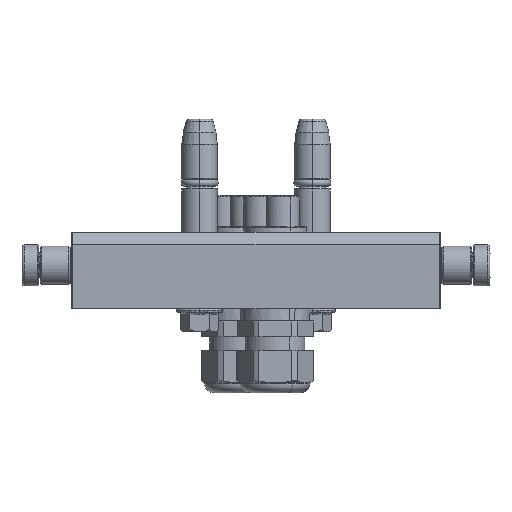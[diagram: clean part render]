
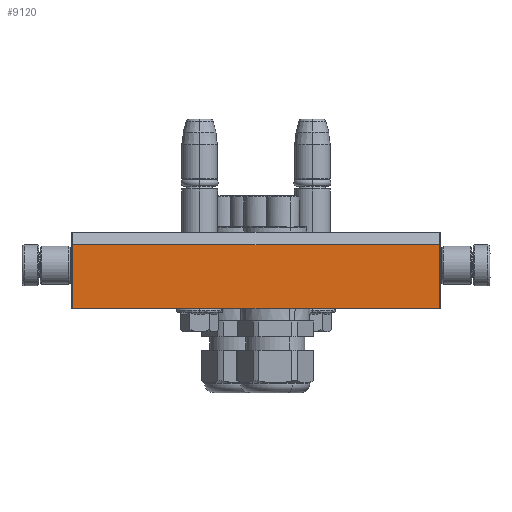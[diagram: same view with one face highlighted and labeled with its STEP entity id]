
A CAD part, left-side view. The second image highlights one B-rep face of the part: STEP entity #9120.
In plain terms, the highlighted face is planar.
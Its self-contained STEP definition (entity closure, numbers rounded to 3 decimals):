
#909 = CARTESIAN_POINT ( 'NONE',  ( 143.5, 30., -90. ) ) ;
#2976 = EDGE_CURVE ( 'NONE', #41212, #15104, #23920, .T. ) ;
#3571 = CARTESIAN_POINT ( 'NONE',  ( 144., 0., -90. ) ) ;
#4236 = EDGE_LOOP ( 'NONE', ( #15669, #44406, #18661, #30377 ) ) ;
#4608 = VERTEX_POINT ( 'NONE', #29761 ) ;
#6421 = VECTOR ( 'NONE', #12405, 1000. ) ;
#6998 = VECTOR ( 'NONE', #24871, 1000. ) ;
#7922 = DIRECTION ( 'NONE',  ( -1., 0., 0. ) ) ;
#9120 = ADVANCED_FACE ( 'NONE', ( #50535 ), #47392, .T. ) ;
#10749 = VECTOR ( 'NONE', #33578, 1000. ) ;
#12040 = LINE ( 'NONE', #18036, #10749 ) ;
#12405 = DIRECTION ( 'NONE',  ( 0., 1., 0. ) ) ;
#14436 = VECTOR ( 'NONE', #15926, 1000. ) ;
#15104 = VERTEX_POINT ( 'NONE', #21924 ) ;
#15669 = ORIENTED_EDGE ( 'NONE', *, *, #16931, .F. ) ;
#15926 = DIRECTION ( 'NONE',  ( -1., 0., 0. ) ) ;
#16931 = EDGE_CURVE ( 'NONE', #4608, #15104, #28243, .T. ) ;
#18036 = CARTESIAN_POINT ( 'NONE',  ( 143.5, 5., -90. ) ) ;
#18661 = ORIENTED_EDGE ( 'NONE', *, *, #26641, .T. ) ;
#21924 = CARTESIAN_POINT ( 'NONE',  ( 0.5, 30., -90. ) ) ;
#23920 = LINE ( 'NONE', #32178, #6421 ) ;
#24141 = CARTESIAN_POINT ( 'NONE',  ( 143.5, 5., -90. ) ) ;
#24871 = DIRECTION ( 'NONE',  ( -1., 0., 0. ) ) ;
#26641 = EDGE_CURVE ( 'NONE', #43970, #41212, #36323, .T. ) ;
#28243 = LINE ( 'NONE', #909, #6998 ) ;
#29761 = CARTESIAN_POINT ( 'NONE',  ( 143.5, 30., -90. ) ) ;
#30377 = ORIENTED_EDGE ( 'NONE', *, *, #2976, .T. ) ;
#32178 = CARTESIAN_POINT ( 'NONE',  ( 0.5, 5., -90. ) ) ;
#33578 = DIRECTION ( 'NONE',  ( 0., 1., 0. ) ) ;
#35027 = CARTESIAN_POINT ( 'NONE',  ( 0.5, 5., -90. ) ) ;
#35601 = CARTESIAN_POINT ( 'NONE',  ( 143.5, 5., -90. ) ) ;
#36323 = LINE ( 'NONE', #24141, #14436 ) ;
#39414 = EDGE_CURVE ( 'NONE', #43970, #4608, #12040, .T. ) ;
#41212 = VERTEX_POINT ( 'NONE', #35027 ) ;
#43542 = DIRECTION ( 'NONE',  ( 0., 0., -1. ) ) ;
#43970 = VERTEX_POINT ( 'NONE', #35601 ) ;
#44406 = ORIENTED_EDGE ( 'NONE', *, *, #39414, .F. ) ;
#47392 = PLANE ( 'NONE',  #51259 ) ;
#50535 = FACE_OUTER_BOUND ( 'NONE', #4236, .T. ) ;
#51259 = AXIS2_PLACEMENT_3D ( 'NONE', #3571, #43542, #7922 ) ;
